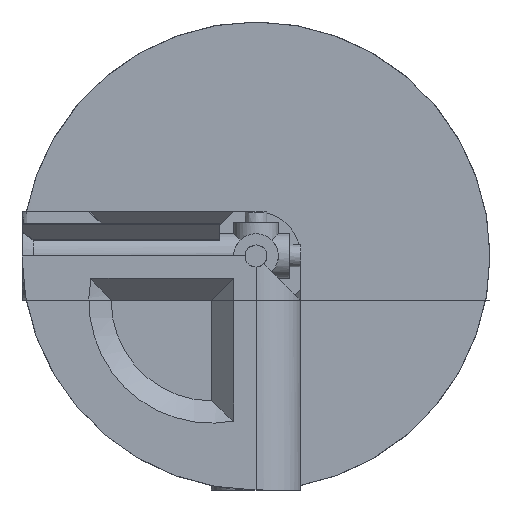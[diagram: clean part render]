
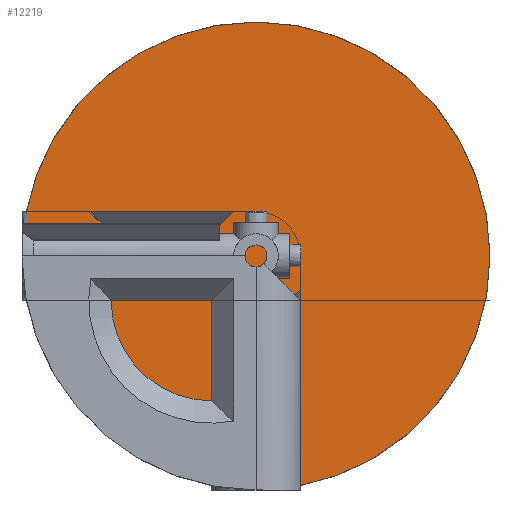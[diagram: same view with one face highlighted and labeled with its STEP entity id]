
A CAD part, left-side view. The second image highlights one B-rep face of the part: STEP entity #12219.
In plain terms, the highlighted cylindrical face has radius 42 mm (diameter 84 mm), a full revolution.
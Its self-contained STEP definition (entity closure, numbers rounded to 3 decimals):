
#4949 = VERTEX_POINT('',#4950);
#4950 = CARTESIAN_POINT('',(8.,-0.769,-36.));
#7067 = CYLINDRICAL_SURFACE('',#7068,42.);
#7068 = AXIS2_PLACEMENT_3D('',#7069,#7070,#7071);
#7069 = CARTESIAN_POINT('',(0.,-42.,-20.));
#7070 = DIRECTION('',(0.,0.,1.));
#7071 = DIRECTION('',(1.,0.,0.));
#7294 = VERTEX_POINT('',#7295);
#7295 = CARTESIAN_POINT('',(8.,0.,-28.));
#7524 = PLANE('',#7525);
#7525 = AXIS2_PLACEMENT_3D('',#7526,#7527,#7528);
#7526 = CARTESIAN_POINT('',(8.,-24.671,-45.329));
#7527 = DIRECTION('',(1.,0.,0.));
#7528 = DIRECTION('',(0.,1.,0.));
#7940 = CYLINDRICAL_SURFACE('',#7941,8.);
#7941 = AXIS2_PLACEMENT_3D('',#7942,#7943,#7944);
#7942 = CARTESIAN_POINT('',(0.,0.,-28.));
#7943 = DIRECTION('',(0.,1.,0.));
#7944 = DIRECTION('',(1.,0.,0.));
#10206 = VERTEX_POINT('',#10207);
#10207 = CARTESIAN_POINT('',(5.657,-0.383,
    -33.657));
#10297 = EDGE_CURVE('',#4949,#10206,#10298,.T.);
#10298 = SURFACE_CURVE('',#10299,(#10304,#10314),.PCURVE_S1.);
#10299 = ELLIPSE('',#10300,59.397,42.);
#10300 = AXIS2_PLACEMENT_3D('',#10301,#10302,#10303);
#10301 = CARTESIAN_POINT('',(0.,-42.,-28.));
#10302 = DIRECTION('',(0.707,0.,0.707
    ));
#10303 = DIRECTION('',(-0.707,0.,0.707
    ));
#10304 = PCURVE('',#7067,#10305);
#10305 = DEFINITIONAL_REPRESENTATION('',(#10306),#10313);
#10306 = B_SPLINE_CURVE_WITH_KNOTS('',5,(#10307,#10308,#10309,#10310,
    #10311,#10312),.UNSPECIFIED.,.F.,.F.,(6,6),(4.521,
    4.712),.PIECEWISE_BEZIER_KNOTS.);
#10307 = CARTESIAN_POINT('',(1.379,-16.));
#10308 = CARTESIAN_POINT('',(1.417,-14.42));
#10309 = CARTESIAN_POINT('',(1.456,-12.825));
#10310 = CARTESIAN_POINT('',(1.494,-11.22));
#10311 = CARTESIAN_POINT('',(1.532,-9.61));
#10312 = CARTESIAN_POINT('',(1.571,-8.));
#10313 = ( GEOMETRIC_REPRESENTATION_CONTEXT(2) 
PARAMETRIC_REPRESENTATION_CONTEXT() REPRESENTATION_CONTEXT('2D SPACE',''
  ) );
#10314 = PCURVE('',#10315,#10320);
#10315 = CYLINDRICAL_SURFACE('',#10316,42.);
#10316 = AXIS2_PLACEMENT_3D('',#10317,#10318,#10319);
#10317 = CARTESIAN_POINT('',(-8.,-42.,-28.));
#10318 = DIRECTION('',(-1.,0.,0.));
#10319 = DIRECTION('',(0.,1.,0.));
#10320 = DEFINITIONAL_REPRESENTATION('',(#10321),#10328);
#10321 = B_SPLINE_CURVE_WITH_KNOTS('',5,(#10322,#10323,#10324,#10325,
    #10326,#10327),.UNSPECIFIED.,.F.,.F.,(6,6),(4.521,
    4.712),.PIECEWISE_BEZIER_KNOTS.);
#10322 = CARTESIAN_POINT('',(-6.092,-16.));
#10323 = CARTESIAN_POINT('',(-6.13,-14.42));
#10324 = CARTESIAN_POINT('',(-6.168,-12.825));
#10325 = CARTESIAN_POINT('',(-6.207,-11.22));
#10326 = CARTESIAN_POINT('',(-6.245,-9.61));
#10327 = CARTESIAN_POINT('',(-6.283,-8.));
#10328 = ( GEOMETRIC_REPRESENTATION_CONTEXT(2) 
PARAMETRIC_REPRESENTATION_CONTEXT() REPRESENTATION_CONTEXT('2D SPACE',''
  ) );
#11396 = EDGE_CURVE('',#7294,#4949,#11397,.T.);
#11397 = SURFACE_CURVE('',#11398,(#11403,#11410),.PCURVE_S1.);
#11398 = CIRCLE('',#11399,42.);
#11399 = AXIS2_PLACEMENT_3D('',#11400,#11401,#11402);
#11400 = CARTESIAN_POINT('',(8.,-42.,-28.));
#11401 = DIRECTION('',(1.,0.,0.));
#11402 = DIRECTION('',(0.,1.,0.));
#11403 = PCURVE('',#7524,#11404);
#11404 = DEFINITIONAL_REPRESENTATION('',(#11405),#11409);
#11405 = CIRCLE('',#11406,42.);
#11406 = AXIS2_PLACEMENT_2D('',#11407,#11408);
#11407 = CARTESIAN_POINT('',(-17.329,17.329));
#11408 = DIRECTION('',(1.,0.));
#11409 = ( GEOMETRIC_REPRESENTATION_CONTEXT(2) 
PARAMETRIC_REPRESENTATION_CONTEXT() REPRESENTATION_CONTEXT('2D SPACE',''
  ) );
#11410 = PCURVE('',#10315,#11411);
#11411 = DEFINITIONAL_REPRESENTATION('',(#11412),#11416);
#11412 = LINE('',#11413,#11414);
#11413 = CARTESIAN_POINT('',(-0.,-16.));
#11414 = VECTOR('',#11415,1.);
#11415 = DIRECTION('',(-1.,0.));
#11416 = ( GEOMETRIC_REPRESENTATION_CONTEXT(2) 
PARAMETRIC_REPRESENTATION_CONTEXT() REPRESENTATION_CONTEXT('2D SPACE',''
  ) );
#11751 = EDGE_CURVE('',#10206,#7294,#11752,.T.);
#11752 = SURFACE_CURVE('',#11753,(#11770,#11790),.PCURVE_S1.);
#11753 = B_SPLINE_CURVE_WITH_KNOTS('',8,(#11754,#11755,#11756,#11757,
    #11758,#11759,#11760,#11761,#11762,#11763,#11764,#11765,#11766,
    #11767,#11768,#11769),.UNSPECIFIED.,.F.,.F.,(9,7,9),(0.,
    0.537,1.),.UNSPECIFIED.);
#11754 = CARTESIAN_POINT('',(0.,-0.769,-36.));
#11755 = CARTESIAN_POINT('',(0.724,-0.769,-36.));
#11756 = CARTESIAN_POINT('',(1.446,-0.754,
    -35.925));
#11757 = CARTESIAN_POINT('',(2.163,-0.725,
    -35.776));
#11758 = CARTESIAN_POINT('',(2.872,-0.683,
    -35.551));
#11759 = CARTESIAN_POINT('',(3.565,-0.627,
    -35.248));
#11760 = CARTESIAN_POINT('',(4.237,-0.56,
    -34.864));
#11761 = CARTESIAN_POINT('',(4.879,-0.486,
    -34.393));
#11762 = CARTESIAN_POINT('',(5.993,-0.339,
    -33.347));
#11763 = CARTESIAN_POINT('',(6.489,-0.266,
    -32.782));
#11764 = CARTESIAN_POINT('',(6.945,-0.193,
    -32.138));
#11765 = CARTESIAN_POINT('',(7.34,-0.124,
    -31.419));
#11766 = CARTESIAN_POINT('',(7.658,-0.065,
    -30.634));
#11767 = CARTESIAN_POINT('',(7.882,-0.022,
    -29.792));
#11768 = CARTESIAN_POINT('',(8.,0.,
    -28.909));
#11769 = CARTESIAN_POINT('',(8.,0.,-28.));
#11770 = PCURVE('',#7940,#11771);
#11771 = DEFINITIONAL_REPRESENTATION('',(#11772),#11789);
#11772 = B_SPLINE_CURVE_WITH_KNOTS('',8,(#11773,#11774,#11775,#11776,
    #11777,#11778,#11779,#11780,#11781,#11782,#11783,#11784,#11785,
    #11786,#11787,#11788),.UNSPECIFIED.,.F.,.F.,(9,7,9),(0.,
    0.537,1.),.UNSPECIFIED.);
#11773 = CARTESIAN_POINT('',(-4.712,-0.769));
#11774 = CARTESIAN_POINT('',(-4.803,-0.769));
#11775 = CARTESIAN_POINT('',(-4.893,-0.754));
#11776 = CARTESIAN_POINT('',(-4.984,-0.725));
#11777 = CARTESIAN_POINT('',(-5.076,-0.683));
#11778 = CARTESIAN_POINT('',(-5.169,-0.627));
#11779 = CARTESIAN_POINT('',(-5.265,-0.56));
#11780 = CARTESIAN_POINT('',(-5.364,-0.486));
#11781 = CARTESIAN_POINT('',(-5.555,-0.339));
#11782 = CARTESIAN_POINT('',(-5.648,-0.266));
#11783 = CARTESIAN_POINT('',(-5.746,-0.193));
#11784 = CARTESIAN_POINT('',(-5.847,-0.124));
#11785 = CARTESIAN_POINT('',(-5.952,-0.065));
#11786 = CARTESIAN_POINT('',(-6.059,-0.022));
#11787 = CARTESIAN_POINT('',(-6.17,0.));
#11788 = CARTESIAN_POINT('',(-6.283,0.));
#11789 = ( GEOMETRIC_REPRESENTATION_CONTEXT(2) 
PARAMETRIC_REPRESENTATION_CONTEXT() REPRESENTATION_CONTEXT('2D SPACE',''
  ) );
#11790 = PCURVE('',#10315,#11791);
#11791 = DEFINITIONAL_REPRESENTATION('',(#11792),#11809);
#11792 = B_SPLINE_CURVE_WITH_KNOTS('',8,(#11793,#11794,#11795,#11796,
    #11797,#11798,#11799,#11800,#11801,#11802,#11803,#11804,#11805,
    #11806,#11807,#11808),.UNSPECIFIED.,.F.,.F.,(9,7,9),(0.,
    0.537,1.),.UNSPECIFIED.);
#11793 = CARTESIAN_POINT('',(-6.092,-8.));
#11794 = CARTESIAN_POINT('',(-6.092,-8.724));
#11795 = CARTESIAN_POINT('',(-6.093,-9.446));
#11796 = CARTESIAN_POINT('',(-6.097,-10.163));
#11797 = CARTESIAN_POINT('',(-6.102,-10.872));
#11798 = CARTESIAN_POINT('',(-6.11,-11.565));
#11799 = CARTESIAN_POINT('',(-6.119,-12.237));
#11800 = CARTESIAN_POINT('',(-6.13,-12.879));
#11801 = CARTESIAN_POINT('',(-6.156,-13.993));
#11802 = CARTESIAN_POINT('',(-6.169,-14.489));
#11803 = CARTESIAN_POINT('',(-6.185,-14.945));
#11804 = CARTESIAN_POINT('',(-6.202,-15.34));
#11805 = CARTESIAN_POINT('',(-6.22,-15.658));
#11806 = CARTESIAN_POINT('',(-6.241,-15.882));
#11807 = CARTESIAN_POINT('',(-6.262,-16.));
#11808 = CARTESIAN_POINT('',(-6.283,-16.));
#11809 = ( GEOMETRIC_REPRESENTATION_CONTEXT(2) 
PARAMETRIC_REPRESENTATION_CONTEXT() REPRESENTATION_CONTEXT('2D SPACE',''
  ) );
#12219 = ADVANCED_FACE('',(#12220),#10315,.T.);
#12220 = FACE_BOUND('',#12221,.F.);
#12221 = EDGE_LOOP('',(#12222,#12223,#12224));
#12222 = ORIENTED_EDGE('',*,*,#11396,.T.);
#12223 = ORIENTED_EDGE('',*,*,#11751,.F.);
#12224 = ORIENTED_EDGE('',*,*,#10297,.F.);
